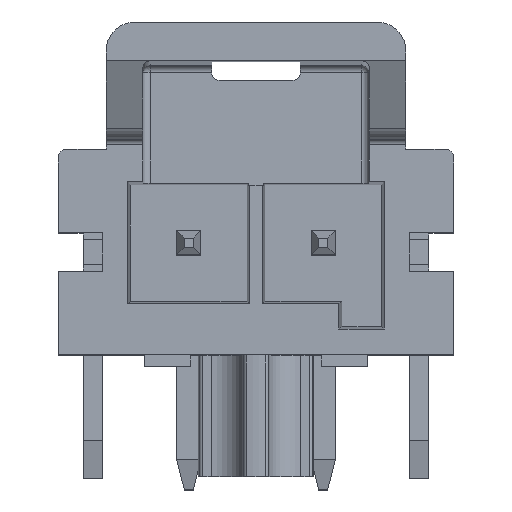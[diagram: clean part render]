
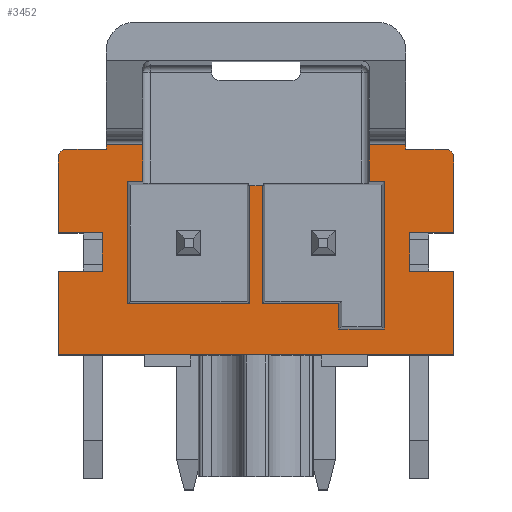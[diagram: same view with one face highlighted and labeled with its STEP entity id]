
A CAD part, top view. The second image highlights one B-rep face of the part: STEP entity #3452.
In plain terms, the highlighted planar face has unit normal (0, 0, 1).
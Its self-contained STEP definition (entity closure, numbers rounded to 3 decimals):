
#71=CIRCLE('',#3672,0.2);
#72=CIRCLE('',#3673,0.2);
#154=FACE_OUTER_BOUND('',#348,.T.);
#348=EDGE_LOOP('',(#2401,#2402,#2403,#2404,#2405,#2406,#2407,#2408,#2409,
#2410,#2411,#2412,#2413,#2414,#2415,#2416,#2417,#2418,#2419,#2420,#2421,
#2422,#2423,#2424,#2425,#2426,#2427,#2428,#2429,#2430,#2431,#2432));
#524=LINE('',#4872,#966);
#608=LINE('',#5072,#1050);
#610=LINE('',#5078,#1052);
#613=LINE('',#5086,#1055);
#614=LINE('',#5088,#1056);
#615=LINE('',#5090,#1057);
#616=LINE('',#5092,#1058);
#617=LINE('',#5093,#1059);
#618=LINE('',#5095,#1060);
#619=LINE('',#5097,#1061);
#620=LINE('',#5098,#1062);
#621=LINE('',#5102,#1063);
#622=LINE('',#5104,#1064);
#623=LINE('',#5106,#1065);
#624=LINE('',#5108,#1066);
#625=LINE('',#5110,#1067);
#626=LINE('',#5112,#1068);
#627=LINE('',#5114,#1069);
#628=LINE('',#5116,#1070);
#629=LINE('',#5118,#1071);
#630=LINE('',#5120,#1072);
#631=LINE('',#5122,#1073);
#632=LINE('',#5124,#1074);
#633=LINE('',#5126,#1075);
#634=LINE('',#5128,#1076);
#635=LINE('',#5130,#1077);
#636=LINE('',#5132,#1078);
#637=LINE('',#5134,#1079);
#638=LINE('',#5136,#1080);
#639=LINE('',#5137,#1081);
#966=VECTOR('',#3903,10.3);
#1050=VECTOR('',#4055,2.175);
#1052=VECTOR('',#4059,1.975);
#1055=VECTOR('',#4066,1.975);
#1056=VECTOR('',#4067,1.15);
#1057=VECTOR('',#4068,1.);
#1058=VECTOR('',#4069,1.15);
#1059=VECTOR('',#4070,2.175);
#1060=VECTOR('',#4071,1.15);
#1061=VECTOR('',#4072,1.);
#1062=VECTOR('',#4073,1.15);
#1063=VECTOR('',#4076,1.05);
#1064=VECTOR('',#4077,0.12);
#1065=VECTOR('',#4078,0.95);
#1066=VECTOR('',#4079,0.959);
#1067=VECTOR('',#4080,0.391);
#1068=VECTOR('',#4081,3.841);
#1069=VECTOR('',#4082,1.181);
#1070=VECTOR('',#4083,0.66);
#1071=VECTOR('',#4084,2.);
#1072=VECTOR('',#4085,3.075);
#1073=VECTOR('',#4086,0.319);
#1074=VECTOR('',#4087,3.075);
#1075=VECTOR('',#4088,3.181);
#1076=VECTOR('',#4089,3.181);
#1077=VECTOR('',#4090,0.391);
#1078=VECTOR('',#4091,0.959);
#1079=VECTOR('',#4092,0.95);
#1080=VECTOR('',#4093,0.12);
#1081=VECTOR('',#4094,1.05);
#1408=VERTEX_POINT('',#4869);
#1409=VERTEX_POINT('',#4871);
#1491=VERTEX_POINT('',#5070);
#1492=VERTEX_POINT('',#5074);
#1494=VERTEX_POINT('',#5077);
#1495=VERTEX_POINT('',#5082);
#1496=VERTEX_POINT('',#5083);
#1497=VERTEX_POINT('',#5085);
#1498=VERTEX_POINT('',#5087);
#1499=VERTEX_POINT('',#5089);
#1500=VERTEX_POINT('',#5091);
#1501=VERTEX_POINT('',#5094);
#1502=VERTEX_POINT('',#5096);
#1503=VERTEX_POINT('',#5099);
#1504=VERTEX_POINT('',#5101);
#1505=VERTEX_POINT('',#5103);
#1506=VERTEX_POINT('',#5105);
#1507=VERTEX_POINT('',#5107);
#1508=VERTEX_POINT('',#5109);
#1509=VERTEX_POINT('',#5111);
#1510=VERTEX_POINT('',#5113);
#1511=VERTEX_POINT('',#5115);
#1512=VERTEX_POINT('',#5117);
#1513=VERTEX_POINT('',#5119);
#1514=VERTEX_POINT('',#5121);
#1515=VERTEX_POINT('',#5123);
#1516=VERTEX_POINT('',#5125);
#1517=VERTEX_POINT('',#5127);
#1518=VERTEX_POINT('',#5129);
#1519=VERTEX_POINT('',#5131);
#1520=VERTEX_POINT('',#5133);
#1521=VERTEX_POINT('',#5135);
#1742=EDGE_CURVE('',#1409,#1408,#524,.T.);
#1842=EDGE_CURVE('',#1408,#1491,#608,.T.);
#1844=EDGE_CURVE('',#1494,#1492,#610,.T.);
#1847=EDGE_CURVE('',#1495,#1496,#71,.T.);
#1848=EDGE_CURVE('',#1497,#1496,#613,.T.);
#1849=EDGE_CURVE('',#1497,#1498,#614,.T.);
#1850=EDGE_CURVE('',#1499,#1498,#615,.T.);
#1851=EDGE_CURVE('',#1500,#1499,#616,.T.);
#1852=EDGE_CURVE('',#1409,#1500,#617,.T.);
#1853=EDGE_CURVE('',#1491,#1501,#618,.T.);
#1854=EDGE_CURVE('',#1501,#1502,#619,.T.);
#1855=EDGE_CURVE('',#1494,#1502,#620,.T.);
#1856=EDGE_CURVE('',#1492,#1503,#72,.T.);
#1857=EDGE_CURVE('',#1504,#1503,#621,.T.);
#1858=EDGE_CURVE('',#1505,#1504,#622,.T.);
#1859=EDGE_CURVE('',#1506,#1505,#623,.T.);
#1860=EDGE_CURVE('',#1506,#1507,#624,.T.);
#1861=EDGE_CURVE('',#1508,#1507,#625,.T.);
#1862=EDGE_CURVE('',#1508,#1509,#626,.T.);
#1863=EDGE_CURVE('',#1510,#1509,#627,.T.);
#1864=EDGE_CURVE('',#1511,#1510,#628,.T.);
#1865=EDGE_CURVE('',#1512,#1511,#629,.T.);
#1866=EDGE_CURVE('',#1513,#1512,#630,.T.);
#1867=EDGE_CURVE('',#1514,#1513,#631,.T.);
#1868=EDGE_CURVE('',#1515,#1514,#632,.T.);
#1869=EDGE_CURVE('',#1516,#1515,#633,.T.);
#1870=EDGE_CURVE('',#1517,#1516,#634,.T.);
#1871=EDGE_CURVE('',#1518,#1517,#635,.T.);
#1872=EDGE_CURVE('',#1519,#1518,#636,.T.);
#1873=EDGE_CURVE('',#1520,#1519,#637,.T.);
#1874=EDGE_CURVE('',#1520,#1521,#638,.T.);
#1875=EDGE_CURVE('',#1495,#1521,#639,.T.);
#2401=ORIENTED_EDGE('',*,*,#1847,.T.);
#2402=ORIENTED_EDGE('',*,*,#1848,.F.);
#2403=ORIENTED_EDGE('',*,*,#1849,.T.);
#2404=ORIENTED_EDGE('',*,*,#1850,.F.);
#2405=ORIENTED_EDGE('',*,*,#1851,.F.);
#2406=ORIENTED_EDGE('',*,*,#1852,.F.);
#2407=ORIENTED_EDGE('',*,*,#1742,.T.);
#2408=ORIENTED_EDGE('',*,*,#1842,.T.);
#2409=ORIENTED_EDGE('',*,*,#1853,.T.);
#2410=ORIENTED_EDGE('',*,*,#1854,.T.);
#2411=ORIENTED_EDGE('',*,*,#1855,.F.);
#2412=ORIENTED_EDGE('',*,*,#1844,.T.);
#2413=ORIENTED_EDGE('',*,*,#1856,.T.);
#2414=ORIENTED_EDGE('',*,*,#1857,.F.);
#2415=ORIENTED_EDGE('',*,*,#1858,.F.);
#2416=ORIENTED_EDGE('',*,*,#1859,.F.);
#2417=ORIENTED_EDGE('',*,*,#1860,.T.);
#2418=ORIENTED_EDGE('',*,*,#1861,.F.);
#2419=ORIENTED_EDGE('',*,*,#1862,.T.);
#2420=ORIENTED_EDGE('',*,*,#1863,.F.);
#2421=ORIENTED_EDGE('',*,*,#1864,.F.);
#2422=ORIENTED_EDGE('',*,*,#1865,.F.);
#2423=ORIENTED_EDGE('',*,*,#1866,.F.);
#2424=ORIENTED_EDGE('',*,*,#1867,.F.);
#2425=ORIENTED_EDGE('',*,*,#1868,.F.);
#2426=ORIENTED_EDGE('',*,*,#1869,.F.);
#2427=ORIENTED_EDGE('',*,*,#1870,.F.);
#2428=ORIENTED_EDGE('',*,*,#1871,.F.);
#2429=ORIENTED_EDGE('',*,*,#1872,.F.);
#2430=ORIENTED_EDGE('',*,*,#1873,.F.);
#2431=ORIENTED_EDGE('',*,*,#1874,.T.);
#2432=ORIENTED_EDGE('',*,*,#1875,.F.);
#3301=PLANE('',#3671);
#3452=ADVANCED_FACE('',(#154),#3301,.T.);
#3671=AXIS2_PLACEMENT_3D('',#5081,#4062,#4063);
#3672=AXIS2_PLACEMENT_3D('',#5084,#4064,#4065);
#3673=AXIS2_PLACEMENT_3D('',#5100,#4074,#4075);
#3903=DIRECTION('',(1.,0.,0.));
#4055=DIRECTION('',(0.,1.,0.));
#4059=DIRECTION('',(0.,1.,0.));
#4062=DIRECTION('center_axis',(0.,0.,1.));
#4063=DIRECTION('ref_axis',(1.,0.,0.));
#4064=DIRECTION('center_axis',(0.,0.,1.));
#4065=DIRECTION('ref_axis',(0.,1.,0.));
#4066=DIRECTION('',(0.,1.,0.));
#4067=DIRECTION('',(1.,0.,0.));
#4068=DIRECTION('',(0.,1.,0.));
#4069=DIRECTION('',(1.,0.,0.));
#4070=DIRECTION('',(0.,1.,0.));
#4071=DIRECTION('',(-1.,0.,0.));
#4072=DIRECTION('',(0.,1.,0.));
#4073=DIRECTION('',(-1.,0.,0.));
#4074=DIRECTION('center_axis',(0.,0.,1.));
#4075=DIRECTION('ref_axis',(1.,0.,0.));
#4076=DIRECTION('',(1.,0.,0.));
#4077=DIRECTION('',(0.,-1.,0.));
#4078=DIRECTION('',(1.,0.,0.));
#4079=DIRECTION('',(0.,-1.,0.));
#4080=DIRECTION('',(-1.,0.,0.));
#4081=DIRECTION('',(0.,-1.,0.));
#4082=DIRECTION('',(1.,0.,0.));
#4083=DIRECTION('',(0.,-1.,0.));
#4084=DIRECTION('',(1.,0.,0.));
#4085=DIRECTION('',(0.,-1.,0.));
#4086=DIRECTION('',(1.,0.,0.));
#4087=DIRECTION('',(0.,1.,0.));
#4088=DIRECTION('',(1.,0.,0.));
#4089=DIRECTION('',(0.,-1.,0.));
#4090=DIRECTION('',(-1.,0.,0.));
#4091=DIRECTION('',(0.,-1.,0.));
#4092=DIRECTION('',(1.,0.,0.));
#4093=DIRECTION('',(0.,-1.,0.));
#4094=DIRECTION('',(1.,0.,0.));
#4869=CARTESIAN_POINT('',(5.15,-2.675,8.1));
#4871=CARTESIAN_POINT('',(-5.15,-2.675,8.1));
#4872=CARTESIAN_POINT('',(-5.15,-2.675,8.1));
#5070=CARTESIAN_POINT('',(5.15,-0.5,8.1));
#5072=CARTESIAN_POINT('',(5.15,-2.675,8.1));
#5074=CARTESIAN_POINT('',(5.15,2.475,8.1));
#5077=CARTESIAN_POINT('',(5.15,0.5,8.1));
#5078=CARTESIAN_POINT('',(5.15,0.5,8.1));
#5081=CARTESIAN_POINT('Origin',(-5.15,-2.675,8.1));
#5082=CARTESIAN_POINT('',(-4.95,2.675,8.1));
#5083=CARTESIAN_POINT('',(-5.15,2.475,8.1));
#5084=CARTESIAN_POINT('Origin',(-4.95,2.475,8.1));
#5085=CARTESIAN_POINT('',(-5.15,0.5,8.1));
#5086=CARTESIAN_POINT('',(-5.15,0.5,8.1));
#5087=CARTESIAN_POINT('',(-4.,0.5,8.1));
#5088=CARTESIAN_POINT('',(-5.15,0.5,8.1));
#5089=CARTESIAN_POINT('',(-4.,-0.5,8.1));
#5090=CARTESIAN_POINT('',(-4.,-0.5,8.1));
#5091=CARTESIAN_POINT('',(-5.15,-0.5,8.1));
#5092=CARTESIAN_POINT('',(-5.15,-0.5,8.1));
#5093=CARTESIAN_POINT('',(-5.15,-2.675,8.1));
#5094=CARTESIAN_POINT('',(4.,-0.5,8.1));
#5095=CARTESIAN_POINT('',(5.15,-0.5,8.1));
#5096=CARTESIAN_POINT('',(4.,0.5,8.1));
#5097=CARTESIAN_POINT('',(4.,-0.5,8.1));
#5098=CARTESIAN_POINT('',(5.15,0.5,8.1));
#5099=CARTESIAN_POINT('',(4.95,2.675,8.1));
#5100=CARTESIAN_POINT('Origin',(4.95,2.475,8.1));
#5101=CARTESIAN_POINT('',(3.9,2.675,8.1));
#5102=CARTESIAN_POINT('',(3.9,2.675,8.1));
#5103=CARTESIAN_POINT('',(3.9,2.795,8.1));
#5104=CARTESIAN_POINT('',(3.9,2.795,8.1));
#5105=CARTESIAN_POINT('',(2.95,2.795,8.1));
#5106=CARTESIAN_POINT('',(2.95,2.795,8.1));
#5107=CARTESIAN_POINT('',(2.95,1.836,8.1));
#5108=CARTESIAN_POINT('',(2.95,2.795,8.1));
#5109=CARTESIAN_POINT('',(3.341,1.836,8.1));
#5110=CARTESIAN_POINT('',(3.341,1.836,8.1));
#5111=CARTESIAN_POINT('',(3.341,-2.006,8.1));
#5112=CARTESIAN_POINT('',(3.341,1.836,8.1));
#5113=CARTESIAN_POINT('',(2.159,-2.006,8.1));
#5114=CARTESIAN_POINT('',(2.159,-2.006,8.1));
#5115=CARTESIAN_POINT('',(2.159,-1.346,8.1));
#5116=CARTESIAN_POINT('',(2.159,-1.346,8.1));
#5117=CARTESIAN_POINT('',(0.159,-1.346,8.1));
#5118=CARTESIAN_POINT('',(0.159,-1.346,8.1));
#5119=CARTESIAN_POINT('',(0.159,1.729,8.1));
#5120=CARTESIAN_POINT('',(0.159,1.729,8.1));
#5121=CARTESIAN_POINT('',(-0.159,1.729,8.1));
#5122=CARTESIAN_POINT('',(-0.159,1.729,8.1));
#5123=CARTESIAN_POINT('',(-0.159,-1.346,8.1));
#5124=CARTESIAN_POINT('',(-0.159,-1.346,8.1));
#5125=CARTESIAN_POINT('',(-3.341,-1.346,8.1));
#5126=CARTESIAN_POINT('',(-3.341,-1.346,8.1));
#5127=CARTESIAN_POINT('',(-3.341,1.836,8.1));
#5128=CARTESIAN_POINT('',(-3.341,1.836,8.1));
#5129=CARTESIAN_POINT('',(-2.95,1.836,8.1));
#5130=CARTESIAN_POINT('',(-2.95,1.836,8.1));
#5131=CARTESIAN_POINT('',(-2.95,2.795,8.1));
#5132=CARTESIAN_POINT('',(-2.95,2.795,8.1));
#5133=CARTESIAN_POINT('',(-3.9,2.795,8.1));
#5134=CARTESIAN_POINT('',(-3.9,2.795,8.1));
#5135=CARTESIAN_POINT('',(-3.9,2.675,8.1));
#5136=CARTESIAN_POINT('',(-3.9,2.795,8.1));
#5137=CARTESIAN_POINT('',(-4.95,2.675,8.1));
